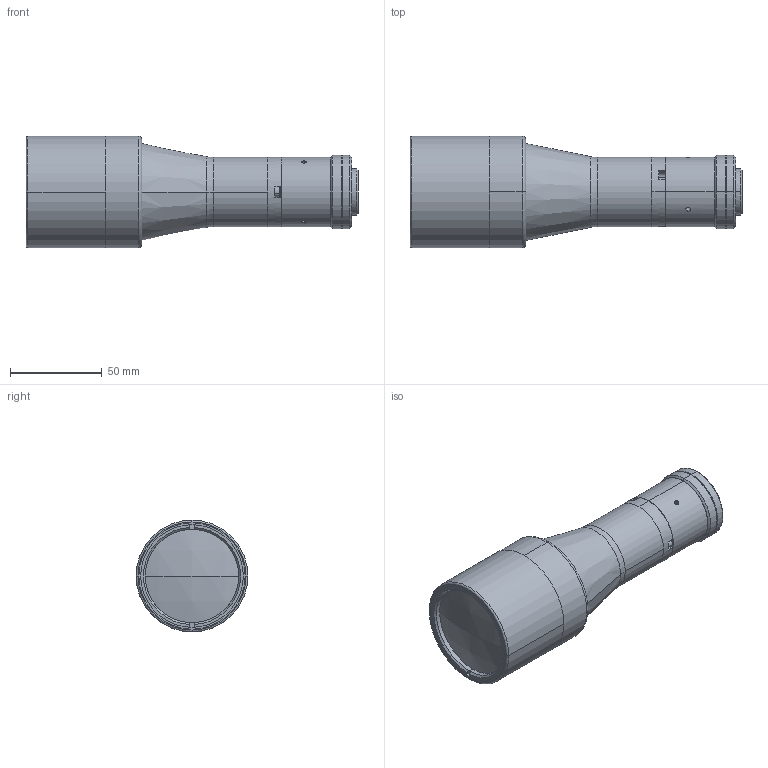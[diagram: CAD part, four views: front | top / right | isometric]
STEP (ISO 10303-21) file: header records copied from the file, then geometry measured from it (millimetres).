
FILE_DESCRIPTION (( 'STEP AP203' ), '1' );
FILE_NAME ('TC1MHR036-C.step', '2018-11-28T08:34:41', ( '' ), ( '' ), 'SwSTEP 2.0', 'SolidWorks 2018', '' );
FILE_SCHEMA (( 'CONFIG_CONTROL_DESIGN' ));
Length unit declared in the file: millimetre
Products named in the file (1): TC1MHR036-C
Bounding box: 181.11 x 61 x 61 mm (x, y, z)
Surface area: 42453.8 mm2 (no closed solid volume)
Topology: 0 solids, 13 shells, 102 faces, 285 edges, 197 vertices
Faces by surface type: cylinder 45, plane 33, cone 14, torus 8, sphere 2
Entity records: 3639 total; most frequent: CARTESIAN_POINT 825, DIRECTION 643, ORIENTED_EDGE 475, EDGE_CURVE 285, AXIS2_PLACEMENT_3D 271, VERTEX_POINT 197, CIRCLE 168, EDGE_LOOP 130
